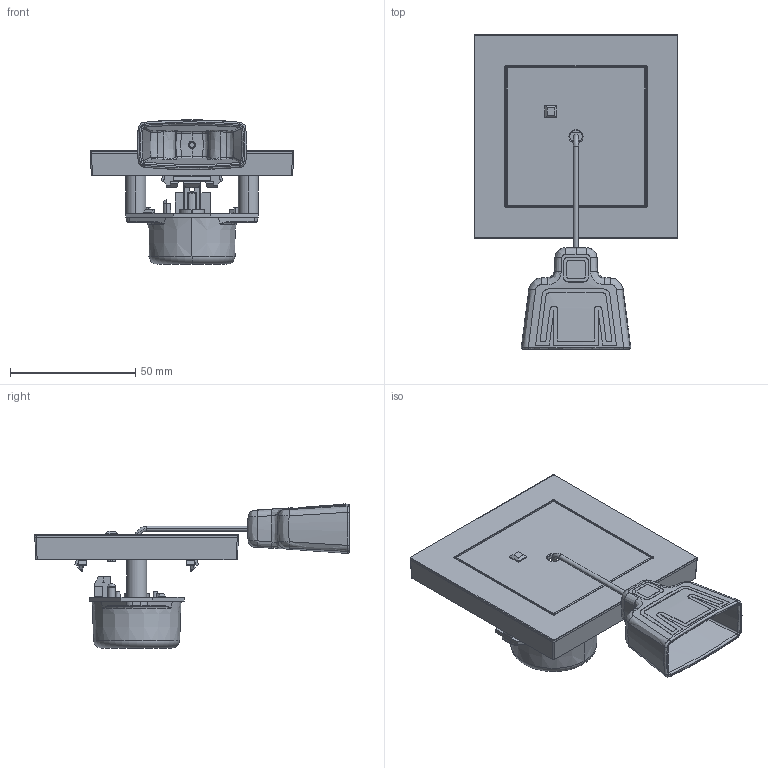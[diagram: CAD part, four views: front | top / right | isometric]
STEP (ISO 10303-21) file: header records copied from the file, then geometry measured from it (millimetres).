
FILE_DESCRIPTION((''),'2;1');
FILE_NAME('WAE1014WG_ASM','2025-03-19T08:23:24',('andolfs'),(''),'CREO PARAMETRIC BY PTC INC, 2023154','CREO PARAMETRIC BY PTC INC, 2023154','');
FILE_SCHEMA(('CONFIG_CONTROL_DESIGN','SHAPE_APPEARANCE_LAYERS_GROUPS'));
Products named in the file (25): W4G0117_18; W3A0389_80; BG_UP-EINHEIT_Z_1000003311_PAE_000_AA_112155; BG_UP-EINHEIT_Z_1000003311_PAE_000_AA_112842; BG_UP-EINHEIT_Z_1000003311_PAE_000_AA_113064; BG_UP-EINHEIT_Z_1000003311_PAE_000_AA_119096; BG_UP-EINHEIT_Z_1000003311_PAE_000_AA_120860; BG_UP-EINHEIT_Z_1000003311_PAE_000_AA_123762; BG_UP-EINHEIT_Z_1000003311_PAE_000_AA_124561; BG_UP-EINHEIT_Z_1000003311_PAE_000_AA_124831; BG_UP-EINHEIT_Z_1000003311_PAE_000_AA_126417; BG_UP-EINHEIT_Z_1000003311_PAE_000_AA_126507; BG_UP-EINHEIT_Z_1000003311_PAE_000_AA_127177; BG_UP-EINHEIT_Z_1000003311_PAE_000_AA_127557; BG_UP-EINHEIT_Z_1000003311_PAE_000_AA_113444; BG_UP-EINHEIT_Z_1000003311_PAE_000_AA_124449; BG_UP-EINHEIT_Z_1000003311_PAE_000_AA_138020; BG_UP-EINHEIT_Z_1000003311_PAE_000_AA_ASM; ZUGKNOPF-FA_HOS_1000003329_PAE_000_AA; KORDEL_F-ZUGTA_1000001; ZUGKNOPFMKORD_10000001_ASM; EINSATZHCZTM_100000001_ASM; RTLICHTLEITER_10000001; W1A2155_80; WAE1014WG_ASM
Assembly tree (24 placements, depth 4):
  WAE1014WG_ASM
    W4G0117_18
    W3A0389_80
    EINSATZHCZTM_100000001_ASM
      BG_UP-EINHEIT_Z_1000003311_PAE_000_AA_ASM
        BG_UP-EINHEIT_Z_1000003311_PAE_000_AA_112155
        BG_UP-EINHEIT_Z_1000003311_PAE_000_AA_112842
        BG_UP-EINHEIT_Z_1000003311_PAE_000_AA_113064
        BG_UP-EINHEIT_Z_1000003311_PAE_000_AA_119096
        BG_UP-EINHEIT_Z_1000003311_PAE_000_AA_120860
        BG_UP-EINHEIT_Z_1000003311_PAE_000_AA_123762
        BG_UP-EINHEIT_Z_1000003311_PAE_000_AA_124561
        BG_UP-EINHEIT_Z_1000003311_PAE_000_AA_124831
        BG_UP-EINHEIT_Z_1000003311_PAE_000_AA_126417
        BG_UP-EINHEIT_Z_1000003311_PAE_000_AA_126507
        BG_UP-EINHEIT_Z_1000003311_PAE_000_AA_127177
        BG_UP-EINHEIT_Z_1000003311_PAE_000_AA_127557
        BG_UP-EINHEIT_Z_1000003311_PAE_000_AA_113444
        BG_UP-EINHEIT_Z_1000003311_PAE_000_AA_124449
        BG_UP-EINHEIT_Z_1000003311_PAE_000_AA_138020
      ZUGKNOPFMKORD_10000001_ASM
        ZUGKNOPF-FA_HOS_1000003329_PAE_000_AA
        KORDEL_F-ZUGTA_1000001
    RTLICHTLEITER_10000001
    W1A2155_80
Bounding box: 81.5 x 125.75 x 57.63 mm (x, y, z)
Volume: 42866 mm3; surface area: 56104.7 mm2
Topology: 20 solids, 20 shells, 4231 faces, 11388 edges, 7362 vertices
Faces by surface type: plane 1850, extrusion 873, cylinder 800, bspline 338, torus 278, sphere 56, cone 32, revolution 4
Entity records: 188605 total; most frequent: CARTESIAN_POINT 54260, ORIENTED_EDGE 22740, DIRECTION 17580, EDGE_CURVE 11370, PRESENTATION_STYLE_ASSIGNMENT 8743, STYLED_ITEM 8743, VECTOR 7406, VERTEX_POINT 7362
